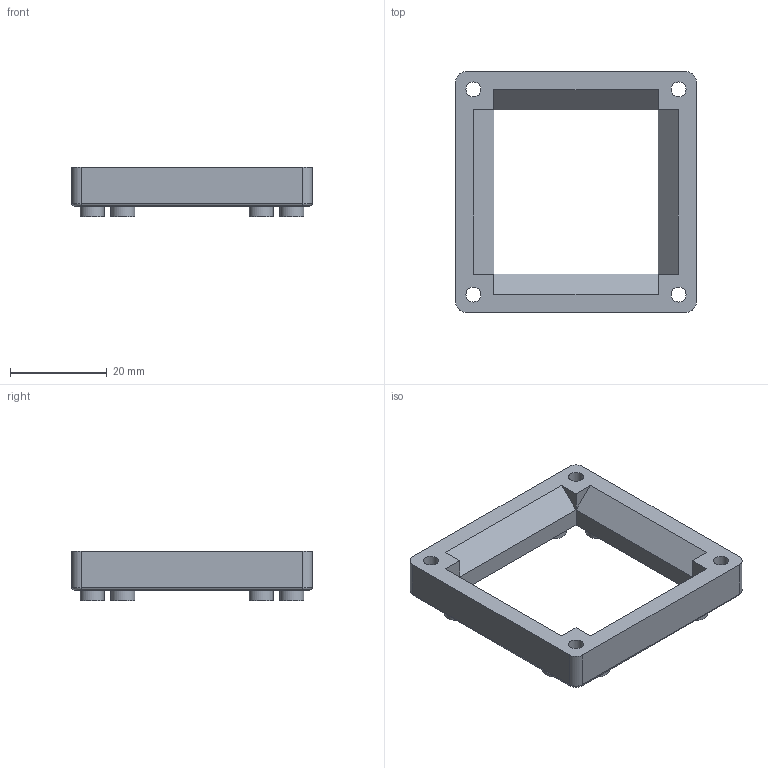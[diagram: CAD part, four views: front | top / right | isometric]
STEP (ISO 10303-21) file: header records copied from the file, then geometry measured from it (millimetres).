
FILE_DESCRIPTION(/* description */ (''),/* implementation_level */ '2;1');
FILE_NAME(/* name */ '20_Cube_Insert_Laser_Decentered_Galvo_lid.ipt.step',/* time_stamp */ '2022-11-29T08:02:36+01:00',/* author */ ('diederichbenedict'),/* organization */ (''),/* preprocessor_version */ 'ST-DEVELOPER v18.1',/* originating_system */ 'Autodesk Inventor 2022',/* authorisation */ '');
FILE_SCHEMA (('AUTOMOTIVE_DESIGN { 1 0 10303 214 3 1 1 }'));
Length unit declared in the file: millimetre
Products named in the file (1): 20_Cube_Insert_Laser_Decentered_Galvo_lid
Bounding box: 49.7 x 49.7 x 10.2 mm (x, y, z)
Volume: 7989.3 mm3; surface area: 6475.3 mm2
Topology: 1 solids, 1 shells, 108 faces, 226 edges, 144 vertices
Faces by surface type: plane 66, cylinder 38, torus 4
Full cylindrical faces by diameter (mm): 2.05 x8, 3.1 x4, 4.95 x8, 5.5 x2
Entity records: 2951 total; most frequent: DIRECTION 526, CARTESIAN_POINT 483, ORIENTED_EDGE 452, EDGE_CURVE 226, AXIS2_PLACEMENT_3D 190, LINE 146, VECTOR 146, VERTEX_POINT 144
